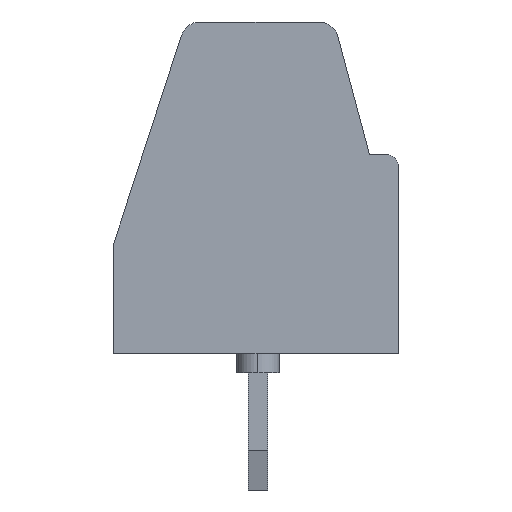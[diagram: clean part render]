
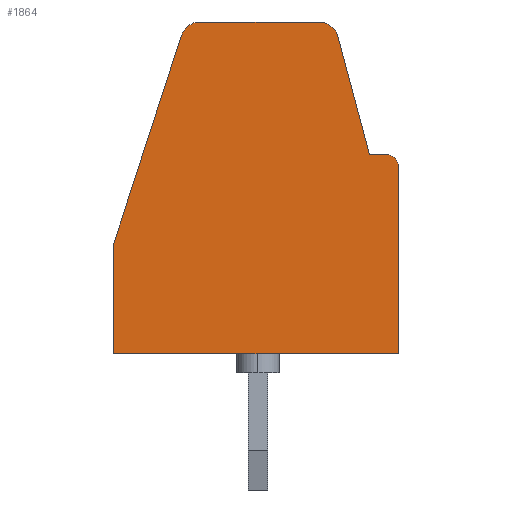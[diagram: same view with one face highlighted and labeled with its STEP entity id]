
A CAD part, left-side view. The second image highlights one B-rep face of the part: STEP entity #1864.
In plain terms, the highlighted planar face has unit normal (-1, 0, 0).
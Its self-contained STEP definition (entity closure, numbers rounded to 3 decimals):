
#1774=CARTESIAN_POINT('',(-3.75,-3.965,-0.425));
#1775=DIRECTION('',(1.0,0.0,0.0));
#1776=DIRECTION('',(0.0,1.0,0.0));
#1777=AXIS2_PLACEMENT_3D('',#1774,#1775,#1776);
#1778=PLANE('',#1777);
#1779=CARTESIAN_POINT('',(-3.75,-3.6,4.8));
#1780=VERTEX_POINT('',#1779);
#1781=CARTESIAN_POINT('',(-3.75,-3.6,0.));
#1782=VERTEX_POINT('',#1781);
#1783=CARTESIAN_POINT('',(-3.75,-3.6,4.8));
#1784=DIRECTION('',(0.0,0.0,-1.0));
#1785=VECTOR('',#1784,4.8);
#1786=LINE('',#1783,#1785);
#1787=EDGE_CURVE('',#1780,#1782,#1786,.T.);
#1788=ORIENTED_EDGE('',*,*,#1787,.F.);
#1789=CARTESIAN_POINT('',(-3.75,-3.3,5.1));
#1790=VERTEX_POINT('',#1789);
#1791=CARTESIAN_POINT('',(-3.75,-3.3,4.8));
#1792=DIRECTION('',(1.0,0.0,0.0));
#1793=DIRECTION('',(0.0,1.0,0.0));
#1794=AXIS2_PLACEMENT_3D('',#1791,#1792,#1793);
#1795=CIRCLE('',#1794,0.3);
#1796=EDGE_CURVE('',#1790,#1780,#1795,.T.);
#1797=ORIENTED_EDGE('',*,*,#1796,.F.);
#1798=CARTESIAN_POINT('',(-3.75,-2.861,5.1));
#1799=VERTEX_POINT('',#1798);
#1800=CARTESIAN_POINT('',(-3.75,-2.861,5.1));
#1801=DIRECTION('',(0.0,-1.0,0.0));
#1802=VECTOR('',#1801,0.439);
#1803=LINE('',#1800,#1802);
#1804=EDGE_CURVE('',#1799,#1790,#1803,.T.);
#1805=ORIENTED_EDGE('',*,*,#1804,.F.);
#1806=CARTESIAN_POINT('',(-3.75,-2.049,8.129));
#1807=VERTEX_POINT('',#1806);
#1808=CARTESIAN_POINT('',(-3.75,-2.049,8.129));
#1809=DIRECTION('',(0.,-0.259,-0.966));
#1810=VECTOR('',#1809,3.136);
#1811=LINE('',#1808,#1810);
#1812=EDGE_CURVE('',#1807,#1799,#1811,.T.);
#1813=ORIENTED_EDGE('',*,*,#1812,.F.);
#1814=CARTESIAN_POINT('',(-3.75,-1.566,8.5));
#1815=VERTEX_POINT('',#1814);
#1816=CARTESIAN_POINT('',(-3.75,-1.566,8.0));
#1817=DIRECTION('',(1.0,0.0,0.0));
#1818=DIRECTION('',(0.0,1.0,0.0));
#1819=AXIS2_PLACEMENT_3D('',#1816,#1817,#1818);
#1820=CIRCLE('',#1819,0.5);
#1821=EDGE_CURVE('',#1815,#1807,#1820,.T.);
#1822=ORIENTED_EDGE('',*,*,#1821,.F.);
#1823=CARTESIAN_POINT('',(-3.75,1.487,8.5));
#1824=VERTEX_POINT('',#1823);
#1825=CARTESIAN_POINT('',(-3.75,-1.566,8.5));
#1826=DIRECTION('',(0.0,1.0,0.0));
#1827=VECTOR('',#1826,3.053);
#1828=LINE('',#1825,#1827);
#1829=EDGE_CURVE('',#1815,#1824,#1828,.T.);
#1830=ORIENTED_EDGE('',*,*,#1829,.T.);
#1831=CARTESIAN_POINT('',(-3.75,1.962,8.155));
#1832=VERTEX_POINT('',#1831);
#1833=CARTESIAN_POINT('',(-3.75,1.487,8.0));
#1834=DIRECTION('',(1.0,0.0,0.0));
#1835=DIRECTION('',(0.0,1.0,0.0));
#1836=AXIS2_PLACEMENT_3D('',#1833,#1834,#1835);
#1837=CIRCLE('',#1836,0.5);
#1838=EDGE_CURVE('',#1832,#1824,#1837,.T.);
#1839=ORIENTED_EDGE('',*,*,#1838,.F.);
#1840=CARTESIAN_POINT('',(-3.75,3.7,2.806));
#1841=VERTEX_POINT('',#1840);
#1842=CARTESIAN_POINT('',(-3.75,3.7,2.806));
#1843=DIRECTION('',(0.,-0.309,0.951));
#1844=VECTOR('',#1843,5.623);
#1845=LINE('',#1842,#1844);
#1846=EDGE_CURVE('',#1841,#1832,#1845,.T.);
#1847=ORIENTED_EDGE('',*,*,#1846,.F.);
#1848=CARTESIAN_POINT('',(-3.75,3.7,0.));
#1849=VERTEX_POINT('',#1848);
#1850=CARTESIAN_POINT('',(-3.75,3.7,0.));
#1851=DIRECTION('',(0.0,0.0,1.0));
#1852=VECTOR('',#1851,2.806);
#1853=LINE('',#1850,#1852);
#1854=EDGE_CURVE('',#1849,#1841,#1853,.T.);
#1855=ORIENTED_EDGE('',*,*,#1854,.F.);
#1856=CARTESIAN_POINT('',(-3.75,-3.6,0.));
#1857=DIRECTION('',(0.0,1.0,0.0));
#1858=VECTOR('',#1857,7.3);
#1859=LINE('',#1856,#1858);
#1860=EDGE_CURVE('',#1782,#1849,#1859,.T.);
#1861=ORIENTED_EDGE('',*,*,#1860,.F.);
#1862=EDGE_LOOP('',(#1788,#1797,#1805,#1813,#1822,#1830,#1839,#1847,#1855,#1861));
#1863=FACE_OUTER_BOUND('',#1862,.T.);
#1864=ADVANCED_FACE('',(#1863),#1778,.F.);
